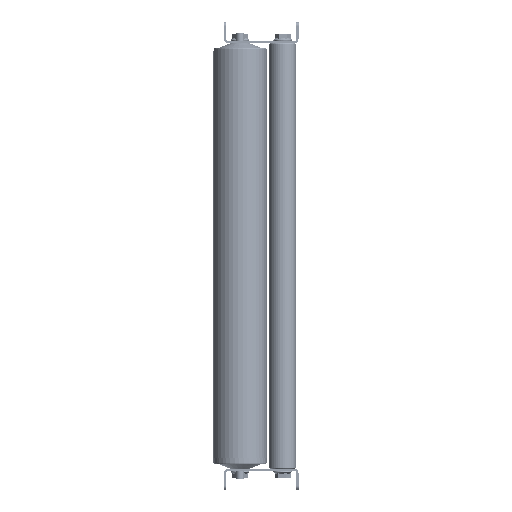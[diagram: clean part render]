
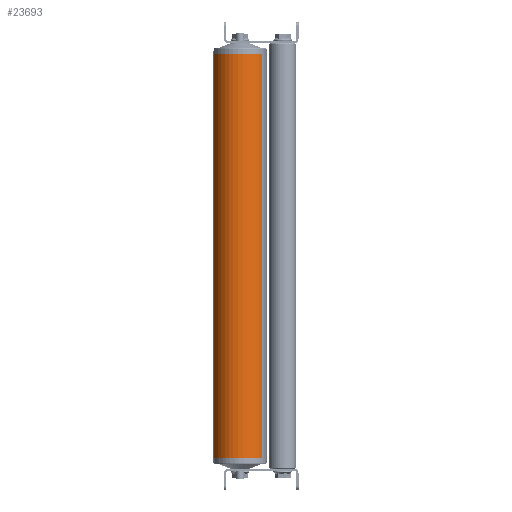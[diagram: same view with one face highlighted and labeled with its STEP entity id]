
A CAD part, left-side view. The second image highlights one B-rep face of the part: STEP entity #23693.
In plain terms, the highlighted cylindrical face has radius 25 mm (diameter 50 mm), a partial arc.
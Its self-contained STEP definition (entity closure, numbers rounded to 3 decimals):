
#1101 = ORIENTED_EDGE ( 'NONE', *, *, #41206, .T. ) ;
#2510 = ORIENTED_EDGE ( 'NONE', *, *, #32455, .F. ) ;
#3766 = DIRECTION ( 'NONE',  ( -1., 0., 0. ) ) ;
#3974 = DIRECTION ( 'NONE',  ( -1., 0., 0. ) ) ;
#5356 = VECTOR ( 'NONE', #3766, 1000. ) ;
#5566 = VERTEX_POINT ( 'NONE', #53651 ) ;
#6306 = DIRECTION ( 'NONE',  ( 1., 0., 0. ) ) ;
#10428 = AXIS2_PLACEMENT_3D ( 'NONE', #26017, #6306, #25049 ) ;
#11860 = CARTESIAN_POINT ( 'NONE',  ( 0., 0., -25. ) ) ;
#12654 = LINE ( 'NONE', #28097, #5356 ) ;
#13519 = FACE_OUTER_BOUND ( 'NONE', #59165, .T. ) ;
#15269 = DIRECTION ( 'NONE',  ( 0., 0., -1. ) ) ;
#19084 = VERTEX_POINT ( 'NONE', #52967 ) ;
#20467 = AXIS2_PLACEMENT_3D ( 'NONE', #49531, #63955, #23726 ) ;
#23693 = ADVANCED_FACE ( 'NONE', ( #13519 ), #64270, .T. ) ;
#23726 = DIRECTION ( 'NONE',  ( 0., 0., 1. ) ) ;
#25049 = DIRECTION ( 'NONE',  ( 0., 0., -1. ) ) ;
#26017 = CARTESIAN_POINT ( 'NONE',  ( 380., 0., 0. ) ) ;
#26828 = ORIENTED_EDGE ( 'NONE', *, *, #48806, .T. ) ;
#28097 = CARTESIAN_POINT ( 'NONE',  ( 380., 0., -25. ) ) ;
#32455 = EDGE_CURVE ( 'NONE', #5566, #19084, #64578, .T. ) ;
#39389 = CARTESIAN_POINT ( 'NONE',  ( 380., 0., 25. ) ) ;
#41206 = EDGE_CURVE ( 'NONE', #60667, #45233, #12654, .T. ) ;
#41450 = DIRECTION ( 'NONE',  ( 1., 0., 0. ) ) ;
#42637 = CARTESIAN_POINT ( 'NONE',  ( 380., 0., -25. ) ) ;
#44673 = AXIS2_PLACEMENT_3D ( 'NONE', #51282, #41450, #15269 ) ;
#45233 = VERTEX_POINT ( 'NONE', #11860 ) ;
#47235 = ORIENTED_EDGE ( 'NONE', *, *, #52918, .F. ) ;
#48806 = EDGE_CURVE ( 'NONE', #45233, #19084, #48882, .T. ) ;
#48882 = CIRCLE ( 'NONE', #44673, 25. ) ;
#49531 = CARTESIAN_POINT ( 'NONE',  ( 380., 0., 0. ) ) ;
#51282 = CARTESIAN_POINT ( 'NONE',  ( 0., 0., 0. ) ) ;
#52918 = EDGE_CURVE ( 'NONE', #60667, #5566, #53464, .T. ) ;
#52967 = CARTESIAN_POINT ( 'NONE',  ( 0., 0., 25. ) ) ;
#53464 = CIRCLE ( 'NONE', #10428, 25. ) ;
#53651 = CARTESIAN_POINT ( 'NONE',  ( 380., 0., 25. ) ) ;
#56504 = VECTOR ( 'NONE', #3974, 1000. ) ;
#59165 = EDGE_LOOP ( 'NONE', ( #47235, #1101, #26828, #2510 ) ) ;
#60667 = VERTEX_POINT ( 'NONE', #42637 ) ;
#63955 = DIRECTION ( 'NONE',  ( -1., 0., 0. ) ) ;
#64270 = CYLINDRICAL_SURFACE ( 'NONE', #20467, 25. ) ;
#64578 = LINE ( 'NONE', #39389, #56504 ) ;
